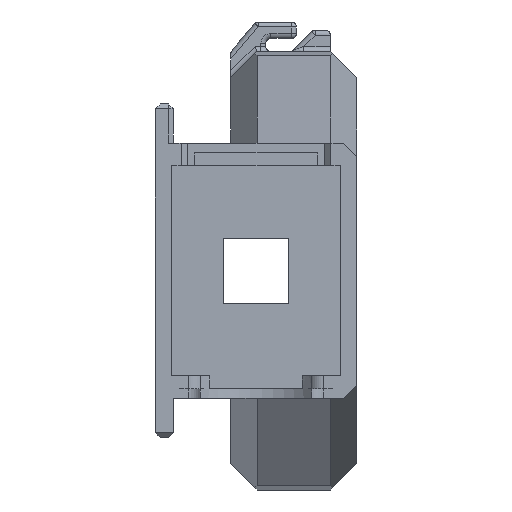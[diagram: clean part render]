
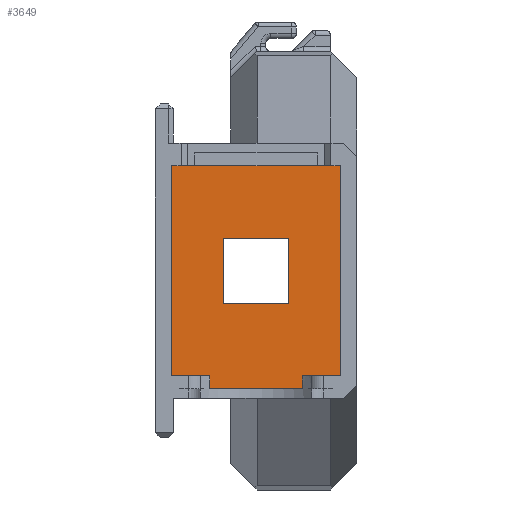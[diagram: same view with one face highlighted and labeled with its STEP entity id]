
A CAD part, left-side view. The second image highlights one B-rep face of the part: STEP entity #3649.
In plain terms, the highlighted planar face has unit normal (-1, 0, 0).
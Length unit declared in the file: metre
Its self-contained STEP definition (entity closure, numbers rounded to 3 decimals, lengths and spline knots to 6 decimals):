
#675=ORIENTED_EDGE('',*,*,#1507,.F.);
#676=ORIENTED_EDGE('',*,*,#1601,.T.);
#677=ORIENTED_EDGE('',*,*,#1517,.T.);
#678=ORIENTED_EDGE('',*,*,#1512,.F.);
#679=ORIENTED_EDGE('',*,*,#1596,.T.);
#680=ORIENTED_EDGE('',*,*,#1602,.T.);
#681=ORIENTED_EDGE('',*,*,#1583,.F.);
#682=ORIENTED_EDGE('',*,*,#1561,.T.);
#683=ORIENTED_EDGE('',*,*,#1565,.T.);
#684=ORIENTED_EDGE('',*,*,#1568,.T.);
#685=ORIENTED_EDGE('',*,*,#1574,.F.);
#686=ORIENTED_EDGE('',*,*,#1579,.F.);
#1507=EDGE_CURVE('',#1989,#1990,#2296,.T.);
#1512=EDGE_CURVE('',#1990,#1993,#2301,.T.);
#1517=EDGE_CURVE('',#1995,#1993,#2306,.T.);
#1561=EDGE_CURVE('',#2036,#2037,#2328,.T.);
#1565=EDGE_CURVE('',#2037,#2040,#2332,.T.);
#1568=EDGE_CURVE('',#2040,#2042,#2334,.T.);
#1574=EDGE_CURVE('',#2046,#2042,#2338,.T.);
#1579=EDGE_CURVE('',#2050,#2046,#2341,.T.);
#1583=EDGE_CURVE('',#2036,#2052,#2345,.T.);
#1596=EDGE_CURVE('',#2050,#2062,#2355,.T.);
#1601=EDGE_CURVE('',#1989,#1995,#2360,.T.);
#1602=EDGE_CURVE('',#2062,#2052,#2361,.T.);
#1989=VERTEX_POINT('',#5704);
#1990=VERTEX_POINT('',#5706);
#1993=VERTEX_POINT('',#5713);
#1995=VERTEX_POINT('',#5719);
#2036=VERTEX_POINT('',#5826);
#2037=VERTEX_POINT('',#5827);
#2040=VERTEX_POINT('',#5835);
#2042=VERTEX_POINT('',#5841);
#2046=VERTEX_POINT('',#5852);
#2050=VERTEX_POINT('',#5862);
#2052=VERTEX_POINT('',#5871);
#2062=VERTEX_POINT('',#5895);
#2296=LINE('',#5705,#2664);
#2301=LINE('',#5715,#2669);
#2306=LINE('',#5725,#2674);
#2328=LINE('',#5825,#2696);
#2332=LINE('',#5834,#2700);
#2334=LINE('',#5840,#2702);
#2338=LINE('',#5854,#2706);
#2341=LINE('',#5864,#2709);
#2345=LINE('',#5870,#2713);
#2355=LINE('',#5896,#2723);
#2360=LINE('',#5905,#2728);
#2361=LINE('',#5906,#2729);
#2664=VECTOR('',#4491,1.);
#2669=VECTOR('',#4498,1.);
#2674=VECTOR('',#4505,1.);
#2696=VECTOR('',#4607,1.);
#2700=VECTOR('',#4613,1.);
#2702=VECTOR('',#4619,1.);
#2706=VECTOR('',#4631,1.);
#2709=VECTOR('',#4640,1.);
#2713=VECTOR('',#4648,1.);
#2723=VECTOR('',#4668,1.);
#2728=VECTOR('',#4675,1.);
#2729=VECTOR('',#4676,1.);
#3026=EDGE_LOOP('',(#675,#676,#677,#678));
#3027=EDGE_LOOP('',(#679,#680,#681,#682,#683,#684,#685,#686));
#3292=FACE_BOUND('',#3026,.T.);
#3293=FACE_BOUND('',#3027,.T.);
#3485=PLANE('',#3960);
#3649=ADVANCED_FACE('',(#3292,#3293),#3485,.F.);
#3960=AXIS2_PLACEMENT_3D('',#5904,#4673,#4674);
#4491=DIRECTION('',(0.,-1.,0.));
#4498=DIRECTION('',(0.,0.,1.));
#4505=DIRECTION('',(0.,-1.,0.));
#4607=DIRECTION('',(0.,0.,-1.));
#4613=DIRECTION('',(0.,-1.,0.));
#4619=DIRECTION('',(0.,0.,1.));
#4631=DIRECTION('',(0.,1.,0.));
#4640=DIRECTION('',(0.,0.,-1.));
#4648=DIRECTION('',(0.,1.,0.));
#4668=DIRECTION('',(0.,1.,0.));
#4673=DIRECTION('',(1.,0.,0.));
#4674=DIRECTION('',(0.,1.,0.));
#4675=DIRECTION('',(0.,0.,1.));
#4676=DIRECTION('',(0.,0.,-1.));
#5704=CARTESIAN_POINT('',(0.0355,0.005,-0.005));
#5705=CARTESIAN_POINT('',(0.0355,0.,-0.005));
#5706=CARTESIAN_POINT('',(0.0355,-0.005,-0.005));
#5713=CARTESIAN_POINT('',(0.0355,-0.005,0.005));
#5715=CARTESIAN_POINT('',(0.0355,-0.005,0.));
#5719=CARTESIAN_POINT('',(0.0355,0.005,0.005));
#5725=CARTESIAN_POINT('',(0.0355,0.,0.005));
#5825=CARTESIAN_POINT('',(0.0355,0.0071,-0.017025));
#5826=CARTESIAN_POINT('',(0.0355,0.0071,-0.01605));
#5827=CARTESIAN_POINT('',(0.0355,0.0071,-0.018));
#5834=CARTESIAN_POINT('',(0.0355,0.,-0.018));
#5835=CARTESIAN_POINT('',(0.0355,-0.0071,-0.018));
#5840=CARTESIAN_POINT('',(0.0355,-0.0071,-0.017025));
#5841=CARTESIAN_POINT('',(0.0355,-0.0071,-0.01605));
#5852=CARTESIAN_POINT('',(0.0355,-0.01285,-0.01605));
#5854=CARTESIAN_POINT('',(0.0355,-0.009975,-0.01605));
#5862=CARTESIAN_POINT('',(0.0355,-0.01285,0.01605));
#5864=CARTESIAN_POINT('',(0.0355,-0.01285,0.));
#5870=CARTESIAN_POINT('',(0.0355,0.009975,-0.01605));
#5871=CARTESIAN_POINT('',(0.0355,0.01285,-0.01605));
#5895=CARTESIAN_POINT('',(0.0355,0.01285,0.01605));
#5896=CARTESIAN_POINT('',(0.0355,-0.011113,0.01605));
#5904=CARTESIAN_POINT('',(0.0355,0.,0.0195));
#5905=CARTESIAN_POINT('',(0.0355,0.005,0.));
#5906=CARTESIAN_POINT('',(0.0355,0.01285,0.));
